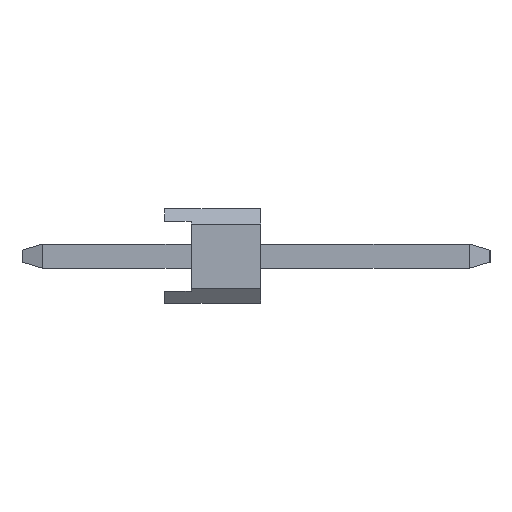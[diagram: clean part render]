
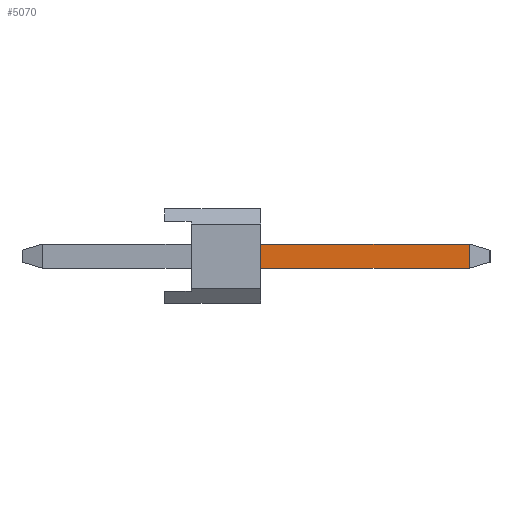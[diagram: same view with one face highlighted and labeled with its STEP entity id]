
A CAD part, left-side view. The second image highlights one B-rep face of the part: STEP entity #5070.
In plain terms, the highlighted planar face has unit normal (-1, 0, 0).
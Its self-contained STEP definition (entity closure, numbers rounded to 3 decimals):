
#3940=VERTEX_POINT('',#11642);
#5070=ADVANCED_FACE('',(#12873),#12874,.T.);
#5398=EDGE_CURVE('',#9056,#10136,#13260,.T.);
#7928=VERTEX_POINT('',#16035);
#8384=EDGE_CURVE('',#7928,#9056,#16535,.T.);
#9056=VERTEX_POINT('',#17309);
#9066=EDGE_CURVE('',#3940,#7928,#17319,.T.);
#10136=VERTEX_POINT('',#18498);
#11082=EDGE_CURVE('',#10136,#3940,#19532,.T.);
#11642=CARTESIAN_POINT('',(-30.8,-2.54,0.32));
#12873=FACE_OUTER_BOUND('',#21934,.T.);
#12874=PLANE('',#21935);
#13260=LINE('',#22486,#22487);
#16035=CARTESIAN_POINT('',(-30.8,-8.074,0.32));
#16535=LINE('',#27289,#27290);
#17309=CARTESIAN_POINT('',(-30.8,-8.074,-0.32));
#17319=LINE('',#28403,#28404);
#18498=CARTESIAN_POINT('',(-30.8,-2.54,-0.32));
#19532=LINE('',#31594,#31595);
#21934=EDGE_LOOP('',(#33480,#33481,#33482,#33483));
#21935=AXIS2_PLACEMENT_3D('',#33484,#33485,#33486);
#22486=CARTESIAN_POINT('',(-30.8,3.234,-0.32));
#22487=VECTOR('',#34139,1.0);
#27289=CARTESIAN_POINT('',(-30.8,-8.074,0.5));
#27290=VECTOR('',#37289,1.0);
#28403=CARTESIAN_POINT('',(-30.8,-2.42,0.32));
#28404=VECTOR('',#38382,1.0);
#31594=CARTESIAN_POINT('',(-30.8,-2.54,0.252));
#31595=VECTOR('',#40507,1.0);
#33480=ORIENTED_EDGE('',*,*,#11082,.F.);
#33481=ORIENTED_EDGE('',*,*,#5398,.F.);
#33482=ORIENTED_EDGE('',*,*,#8384,.F.);
#33483=ORIENTED_EDGE('',*,*,#9066,.F.);
#33484=CARTESIAN_POINT('',(-30.8,3.234,0.5));
#33485=DIRECTION('',(-1.0,0.,0.));
#33486=DIRECTION('',(0.,1.0,0.));
#34139=DIRECTION('',(0.,1.0,0.));
#37289=DIRECTION('',(0.0,0.,-1.0));
#38382=DIRECTION('',(0.,-1.0,0.));
#40507=DIRECTION('',(0.,0.,1.0));
